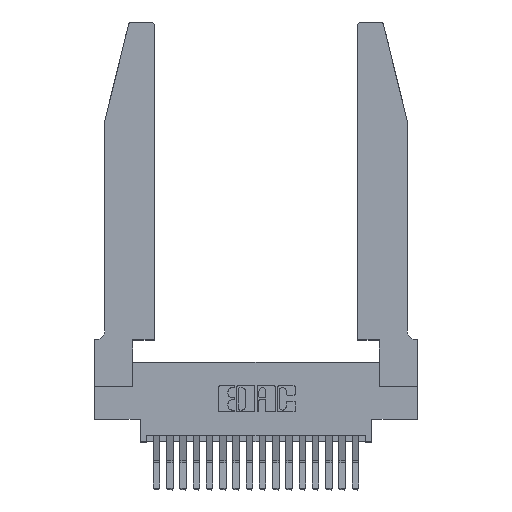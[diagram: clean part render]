
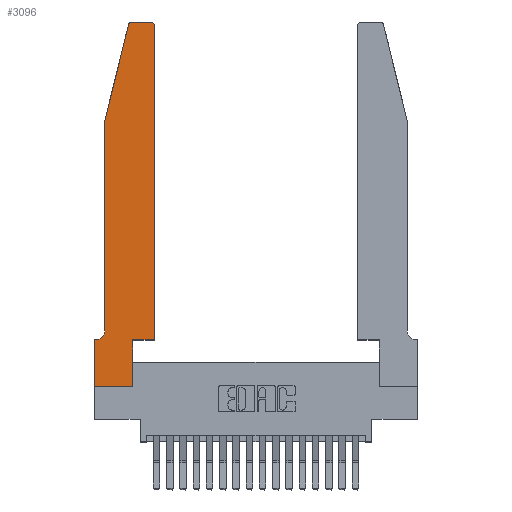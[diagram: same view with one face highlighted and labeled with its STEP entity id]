
A CAD part, top view. The second image highlights one B-rep face of the part: STEP entity #3096.
In plain terms, the highlighted planar face has unit normal (0, 0, 1).
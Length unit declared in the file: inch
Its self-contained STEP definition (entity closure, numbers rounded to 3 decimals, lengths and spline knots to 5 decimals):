
#20 = LINE ( 'NONE', #16172, #16283 ) ;
#124 = VERTEX_POINT ( 'NONE', #11671 ) ;
#180 = DIRECTION ( 'NONE',  ( 1., 0., 0. ) ) ;
#706 = DIRECTION ( 'NONE',  ( -1., 0., 0. ) ) ;
#1009 = VERTEX_POINT ( 'NONE', #9739 ) ;
#1151 = CARTESIAN_POINT ( 'NONE',  ( 0.0755, 2., 0.37 ) ) ;
#1319 = LINE ( 'NONE', #6703, #5710 ) ;
#2005 = LINE ( 'NONE', #20179, #10655 ) ;
#2361 = AXIS2_PLACEMENT_3D ( 'NONE', #4808, #16072, #6416 ) ;
#2732 = EDGE_CURVE ( 'NONE', #17240, #7703, #3537, .T. ) ;
#3096 = ADVANCED_FACE ( 'NONE', ( #18425 ), #14472, .T. ) ;
#3187 = DIRECTION ( 'NONE',  ( 0., 0., 1. ) ) ;
#3472 = DIRECTION ( 'NONE',  ( 1., 0., 0. ) ) ;
#3510 = DIRECTION ( 'NONE',  ( 1., 0., 0. ) ) ;
#3537 = LINE ( 'NONE', #13537, #20218 ) ;
#4012 = EDGE_CURVE ( 'NONE', #13801, #14600, #14606, .T. ) ;
#4038 = ORIENTED_EDGE ( 'NONE', *, *, #15471, .T. ) ;
#4107 = EDGE_CURVE ( 'NONE', #124, #13801, #9272, .T. ) ;
#4383 = DIRECTION ( 'NONE',  ( -1., 0., 0. ) ) ;
#4808 = CARTESIAN_POINT ( 'NONE',  ( 0.284, 2.72, 0.37 ) ) ;
#4981 = CIRCLE ( 'NONE', #18821, 0.03 ) ;
#5046 = ORIENTED_EDGE ( 'NONE', *, *, #14470, .T. ) ;
#5313 = ORIENTED_EDGE ( 'NONE', *, *, #4012, .T. ) ;
#5327 = CARTESIAN_POINT ( 'NONE',  ( 0.2865, 0.35, 0.37 ) ) ;
#5411 = CARTESIAN_POINT ( 'NONE',  ( 0.0055, 0.42, 0.37 ) ) ;
#5710 = VECTOR ( 'NONE', #180, 39.37008 ) ;
#6124 = CARTESIAN_POINT ( 'NONE',  ( 0.4205, 2.72, 0.37 ) ) ;
#6416 = DIRECTION ( 'NONE',  ( 1., 0., 0. ) ) ;
#6703 = CARTESIAN_POINT ( 'NONE',  ( 0.4505, 0.35, 0.37 ) ) ;
#7023 = DIRECTION ( 'NONE',  ( -1., 0., 0. ) ) ;
#7703 = VERTEX_POINT ( 'NONE', #15507 ) ;
#7728 = DIRECTION ( 'NONE',  ( 1., 0., 0. ) ) ;
#7806 = ORIENTED_EDGE ( 'NONE', *, *, #18190, .T. ) ;
#8062 = ORIENTED_EDGE ( 'NONE', *, *, #19096, .T. ) ;
#8164 = CIRCLE ( 'NONE', #2361, 0.03 ) ;
#8799 = EDGE_CURVE ( 'NONE', #18974, #13606, #10583, .T. ) ;
#8812 = CARTESIAN_POINT ( 'NONE',  ( 0., 0.35, 0.37 ) ) ;
#8834 = DIRECTION ( 'NONE',  ( 0., 1., 0. ) ) ;
#9272 = LINE ( 'NONE', #1151, #13088 ) ;
#9421 = CIRCLE ( 'NONE', #13071, 0.07 ) ;
#9739 = CARTESIAN_POINT ( 'NONE',  ( 0.4505, 0.35, 0.37 ) ) ;
#9762 = DIRECTION ( 'NONE',  ( 0., -1., 0. ) ) ;
#10545 = CARTESIAN_POINT ( 'NONE',  ( 0.0755, 0.35, 0.37 ) ) ;
#10583 = LINE ( 'NONE', #10545, #18135 ) ;
#10630 = ORIENTED_EDGE ( 'NONE', *, *, #13750, .T. ) ;
#10655 = VECTOR ( 'NONE', #8834, 39.37008 ) ;
#10828 = VECTOR ( 'NONE', #13956, 39.37008 ) ;
#10880 = ORIENTED_EDGE ( 'NONE', *, *, #15223, .T. ) ;
#11058 = AXIS2_PLACEMENT_3D ( 'NONE', #8812, #3187, #3472 ) ;
#11204 = CARTESIAN_POINT ( 'NONE',  ( 0., 0., 0.37 ) ) ;
#11459 = EDGE_CURVE ( 'NONE', #13565, #1009, #1319, .T. ) ;
#11671 = CARTESIAN_POINT ( 'NONE',  ( 0.25487, 2.72718, 0.37 ) ) ;
#12394 = EDGE_CURVE ( 'NONE', #14600, #18974, #9421, .T. ) ;
#12617 = ORIENTED_EDGE ( 'NONE', *, *, #11459, .T. ) ;
#12657 = CARTESIAN_POINT ( 'NONE',  ( 0.0055, 0.35, 0.37 ) ) ;
#12702 = LINE ( 'NONE', #5327, #17496 ) ;
#12916 = CARTESIAN_POINT ( 'NONE',  ( 0.0755, 2., 0.37 ) ) ;
#12990 = CARTESIAN_POINT ( 'NONE',  ( 0.0755, 0.42, 0.37 ) ) ;
#13071 = AXIS2_PLACEMENT_3D ( 'NONE', #5411, #16704, #7023 ) ;
#13088 = VECTOR ( 'NONE', #17388, 39.37008 ) ;
#13189 = CARTESIAN_POINT ( 'NONE',  ( 0., 0., 0.37 ) ) ;
#13537 = CARTESIAN_POINT ( 'NONE',  ( 0.2605, 2.75, 0.37 ) ) ;
#13565 = VERTEX_POINT ( 'NONE', #18573 ) ;
#13606 = VERTEX_POINT ( 'NONE', #20560 ) ;
#13662 = CARTESIAN_POINT ( 'NONE',  ( 0.4205, 2.75, 0.37 ) ) ;
#13750 = EDGE_CURVE ( 'NONE', #7703, #124, #8164, .T. ) ;
#13801 = VERTEX_POINT ( 'NONE', #12916 ) ;
#13911 = ORIENTED_EDGE ( 'NONE', *, *, #4107, .T. ) ;
#13956 = DIRECTION ( 'NONE',  ( 0., -1., 0. ) ) ;
#14470 = EDGE_CURVE ( 'NONE', #20953, #13565, #12702, .T. ) ;
#14472 = PLANE ( 'NONE',  #11058 ) ;
#14600 = VERTEX_POINT ( 'NONE', #12990 ) ;
#14606 = LINE ( 'NONE', #18822, #10828 ) ;
#14984 = DIRECTION ( 'NONE',  ( 0., 1., 0. ) ) ;
#15193 = LINE ( 'NONE', #13189, #18990 ) ;
#15223 = EDGE_CURVE ( 'NONE', #16902, #20953, #15193, .T. ) ;
#15471 = EDGE_CURVE ( 'NONE', #1009, #18306, #2005, .T. ) ;
#15507 = CARTESIAN_POINT ( 'NONE',  ( 0.284, 2.75, 0.37 ) ) ;
#16072 = DIRECTION ( 'NONE',  ( 0., 0., 1. ) ) ;
#16124 = EDGE_LOOP ( 'NONE', ( #19722, #10630, #13911, #5313, #17677, #17180, #8062, #10880, #5046, #12617, #4038, #7806 ) ) ;
#16172 = CARTESIAN_POINT ( 'NONE',  ( 0., 0., 0.37 ) ) ;
#16283 = VECTOR ( 'NONE', #9762, 39.37008 ) ;
#16704 = DIRECTION ( 'NONE',  ( 0., 0., -1. ) ) ;
#16902 = VERTEX_POINT ( 'NONE', #11204 ) ;
#17180 = ORIENTED_EDGE ( 'NONE', *, *, #8799, .T. ) ;
#17240 = VERTEX_POINT ( 'NONE', #13662 ) ;
#17388 = DIRECTION ( 'NONE',  ( -0.239, -0.971, 0. ) ) ;
#17409 = DIRECTION ( 'NONE',  ( 0., 0., 1. ) ) ;
#17496 = VECTOR ( 'NONE', #14984, 39.37008 ) ;
#17677 = ORIENTED_EDGE ( 'NONE', *, *, #12394, .T. ) ;
#18135 = VECTOR ( 'NONE', #706, 39.37008 ) ;
#18190 = EDGE_CURVE ( 'NONE', #18306, #17240, #4981, .T. ) ;
#18306 = VERTEX_POINT ( 'NONE', #19250 ) ;
#18425 = FACE_OUTER_BOUND ( 'NONE', #16124, .T. ) ;
#18573 = CARTESIAN_POINT ( 'NONE',  ( 0.2865, 0.35, 0.37 ) ) ;
#18684 = CARTESIAN_POINT ( 'NONE',  ( 0.2865, 0., 0.37 ) ) ;
#18821 = AXIS2_PLACEMENT_3D ( 'NONE', #6124, #17409, #7728 ) ;
#18822 = CARTESIAN_POINT ( 'NONE',  ( 0.0755, 2., 0.37 ) ) ;
#18974 = VERTEX_POINT ( 'NONE', #12657 ) ;
#18990 = VECTOR ( 'NONE', #3510, 39.37008 ) ;
#19096 = EDGE_CURVE ( 'NONE', #13606, #16902, #20, .T. ) ;
#19250 = CARTESIAN_POINT ( 'NONE',  ( 0.4505, 2.72, 0.37 ) ) ;
#19722 = ORIENTED_EDGE ( 'NONE', *, *, #2732, .T. ) ;
#20179 = CARTESIAN_POINT ( 'NONE',  ( 0.4505, 0.35, 0.37 ) ) ;
#20218 = VECTOR ( 'NONE', #4383, 39.37008 ) ;
#20560 = CARTESIAN_POINT ( 'NONE',  ( 0., 0.35, 0.37 ) ) ;
#20953 = VERTEX_POINT ( 'NONE', #18684 ) ;
